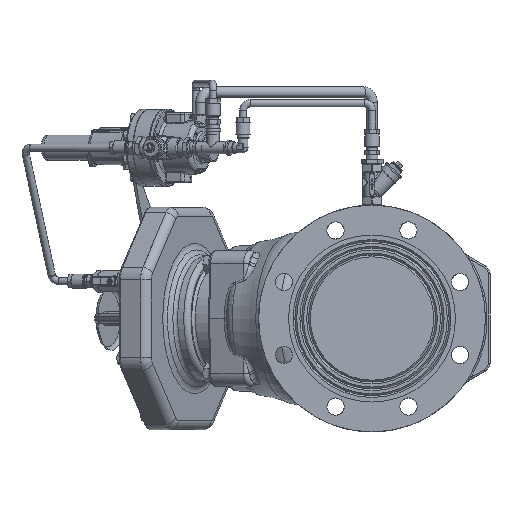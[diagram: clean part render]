
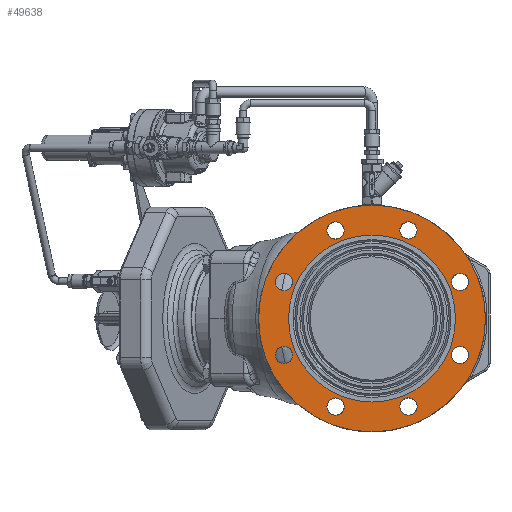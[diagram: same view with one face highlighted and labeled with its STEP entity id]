
A CAD part, left-side view. The second image highlights one B-rep face of the part: STEP entity #49638.
In plain terms, the highlighted planar face has unit normal (-1, 0, 0).
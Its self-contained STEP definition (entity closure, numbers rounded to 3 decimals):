
#1916=FACE_BOUND('',#13393,.T.);
#1917=FACE_BOUND('',#13394,.T.);
#1918=FACE_BOUND('',#13395,.T.);
#1919=FACE_BOUND('',#13396,.T.);
#1920=FACE_BOUND('',#13397,.T.);
#1921=FACE_BOUND('',#13398,.T.);
#1922=FACE_BOUND('',#13399,.T.);
#1923=FACE_BOUND('',#13400,.T.);
#1924=FACE_BOUND('',#13401,.T.);
#8607=PLANE('',#53536);
#10200=FACE_OUTER_BOUND('',#13392,.T.);
#13392=EDGE_LOOP('',(#35155));
#13393=EDGE_LOOP('',(#35156));
#13394=EDGE_LOOP('',(#35157));
#13395=EDGE_LOOP('',(#35158));
#13396=EDGE_LOOP('',(#35159));
#13397=EDGE_LOOP('',(#35160));
#13398=EDGE_LOOP('',(#35161));
#13399=EDGE_LOOP('',(#35162));
#13400=EDGE_LOOP('',(#35163));
#13401=EDGE_LOOP('',(#35164));
#16588=CIRCLE('',#53500,3.622);
#16612=CIRCLE('',#53537,4.921);
#16613=CIRCLE('',#53538,0.374);
#16614=CIRCLE('',#53539,0.374);
#16615=CIRCLE('',#53540,0.374);
#16616=CIRCLE('',#53541,0.374);
#16617=CIRCLE('',#53542,0.374);
#16618=CIRCLE('',#53543,0.374);
#16619=CIRCLE('',#53544,0.374);
#16620=CIRCLE('',#53545,0.374);
#20671=VERTEX_POINT('',#84432);
#20693=VERTEX_POINT('',#84629);
#20694=VERTEX_POINT('',#84631);
#20695=VERTEX_POINT('',#84633);
#20696=VERTEX_POINT('',#84635);
#20697=VERTEX_POINT('',#84637);
#20698=VERTEX_POINT('',#84639);
#20699=VERTEX_POINT('',#84641);
#20700=VERTEX_POINT('',#84643);
#20701=VERTEX_POINT('',#84645);
#25862=EDGE_CURVE('',#20671,#20671,#16588,.T.);
#25901=EDGE_CURVE('',#20693,#20693,#16612,.T.);
#25902=EDGE_CURVE('',#20694,#20694,#16613,.T.);
#25903=EDGE_CURVE('',#20695,#20695,#16614,.T.);
#25904=EDGE_CURVE('',#20696,#20696,#16615,.T.);
#25905=EDGE_CURVE('',#20697,#20697,#16616,.T.);
#25906=EDGE_CURVE('',#20698,#20698,#16617,.T.);
#25907=EDGE_CURVE('',#20699,#20699,#16618,.T.);
#25908=EDGE_CURVE('',#20700,#20700,#16619,.T.);
#25909=EDGE_CURVE('',#20701,#20701,#16620,.T.);
#35155=ORIENTED_EDGE('',*,*,#25901,.F.);
#35156=ORIENTED_EDGE('',*,*,#25902,.T.);
#35157=ORIENTED_EDGE('',*,*,#25903,.T.);
#35158=ORIENTED_EDGE('',*,*,#25904,.T.);
#35159=ORIENTED_EDGE('',*,*,#25905,.T.);
#35160=ORIENTED_EDGE('',*,*,#25906,.T.);
#35161=ORIENTED_EDGE('',*,*,#25907,.T.);
#35162=ORIENTED_EDGE('',*,*,#25908,.T.);
#35163=ORIENTED_EDGE('',*,*,#25909,.T.);
#35164=ORIENTED_EDGE('',*,*,#25862,.T.);
#49638=ADVANCED_FACE('',(#10200,#1916,#1917,#1918,#1919,#1920,#1921,#1922,
#1923,#1924),#8607,.T.);
#53500=AXIS2_PLACEMENT_3D('',#84433,#61462,#61463);
#53536=AXIS2_PLACEMENT_3D('',#84628,#61542,#61543);
#53537=AXIS2_PLACEMENT_3D('',#84630,#61544,#61545);
#53538=AXIS2_PLACEMENT_3D('',#84632,#61546,#61547);
#53539=AXIS2_PLACEMENT_3D('',#84634,#61548,#61549);
#53540=AXIS2_PLACEMENT_3D('',#84636,#61550,#61551);
#53541=AXIS2_PLACEMENT_3D('',#84638,#61552,#61553);
#53542=AXIS2_PLACEMENT_3D('',#84640,#61554,#61555);
#53543=AXIS2_PLACEMENT_3D('',#84642,#61556,#61557);
#53544=AXIS2_PLACEMENT_3D('',#84644,#61558,#61559);
#53545=AXIS2_PLACEMENT_3D('',#84646,#61560,#61561);
#61462=DIRECTION('center_axis',(1.,0.,0.));
#61463=DIRECTION('ref_axis',(0.,1.,0.));
#61542=DIRECTION('center_axis',(-1.,0.,0.));
#61543=DIRECTION('ref_axis',(0.,0.,
1.));
#61544=DIRECTION('center_axis',(1.,0.,0.));
#61545=DIRECTION('ref_axis',(0.,1.,0.));
#61546=DIRECTION('center_axis',(1.,0.,0.));
#61547=DIRECTION('ref_axis',(0.,0.707,0.707));
#61548=DIRECTION('center_axis',(1.,0.,0.));
#61549=DIRECTION('ref_axis',(0.,1.,0.));
#61550=DIRECTION('center_axis',(1.,0.,0.));
#61551=DIRECTION('ref_axis',(0.,0.707,-0.707));
#61552=DIRECTION('center_axis',(1.,0.,0.));
#61553=DIRECTION('ref_axis',(0.,0.,
-1.));
#61554=DIRECTION('center_axis',(1.,0.,0.));
#61555=DIRECTION('ref_axis',(0.,-0.707,-0.707));
#61556=DIRECTION('center_axis',(1.,0.,0.));
#61557=DIRECTION('ref_axis',(0.,-1.,0.));
#61558=DIRECTION('center_axis',(1.,0.,0.));
#61559=DIRECTION('ref_axis',(0.,-0.707,0.707));
#61560=DIRECTION('center_axis',(1.,0.,0.));
#61561=DIRECTION('ref_axis',(0.,0.,
1.));
#84432=CARTESIAN_POINT('',(-3.753,-3.906,0.));
#84433=CARTESIAN_POINT('Origin',(-3.753,-0.284,0.));
#84628=CARTESIAN_POINT('Origin',(-3.753,3.988,0.));
#84629=CARTESIAN_POINT('',(-3.753,-5.205,0.));
#84630=CARTESIAN_POINT('Origin',(-3.753,-0.284,0.));
#84631=CARTESIAN_POINT('',(-3.753,3.271,-1.846));
#84632=CARTESIAN_POINT('Origin',(-3.753,3.535,-1.582));
#84633=CARTESIAN_POINT('',(-3.753,0.924,-3.819));
#84634=CARTESIAN_POINT('Origin',(-3.753,1.298,-3.819));
#84635=CARTESIAN_POINT('',(-3.753,-2.131,-3.555));
#84636=CARTESIAN_POINT('Origin',(-3.753,-1.866,-3.819));
#84637=CARTESIAN_POINT('',(-3.753,-4.103,-1.208));
#84638=CARTESIAN_POINT('Origin',(-3.753,-4.103,-1.582));
#84639=CARTESIAN_POINT('',(-3.753,-3.839,1.846));
#84640=CARTESIAN_POINT('Origin',(-3.753,-4.103,1.582));
#84641=CARTESIAN_POINT('',(-3.753,-1.492,3.819));
#84642=CARTESIAN_POINT('Origin',(-3.753,-1.866,3.819));
#84643=CARTESIAN_POINT('',(-3.753,1.562,3.555));
#84644=CARTESIAN_POINT('Origin',(-3.753,1.298,3.819));
#84645=CARTESIAN_POINT('',(-3.753,3.535,1.208));
#84646=CARTESIAN_POINT('Origin',(-3.753,3.535,1.582));
